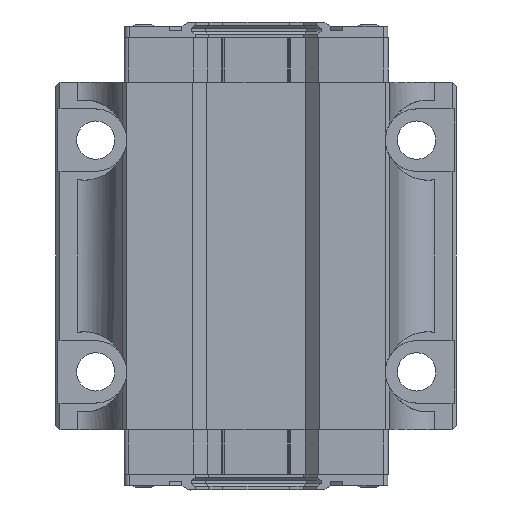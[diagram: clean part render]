
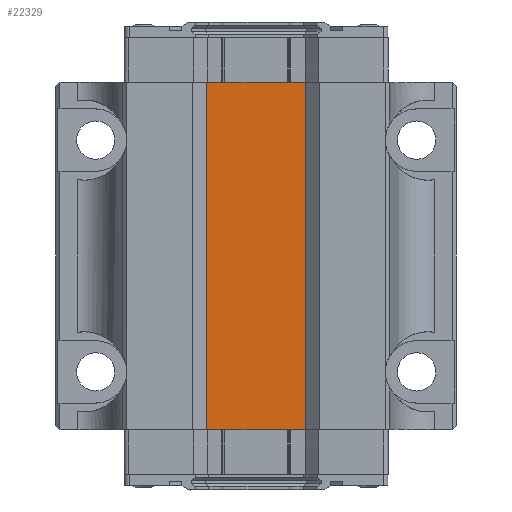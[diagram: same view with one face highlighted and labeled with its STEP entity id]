
A CAD part, front view. The second image highlights one B-rep face of the part: STEP entity #22329.
In plain terms, the highlighted planar face has unit normal (0, -1, 0).
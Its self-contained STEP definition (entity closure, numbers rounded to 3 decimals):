
#1204=PLANE('',#24046);
#2100=LINE('',#37175,#4162);
#2173=LINE('',#37538,#4235);
#3022=LINE('',#44861,#5084);
#3083=LINE('',#45134,#5145);
#3237=LINE('',#45689,#5299);
#3239=LINE('',#45692,#5301);
#3248=LINE('',#45707,#5310);
#3271=LINE('',#45800,#5333);
#4162=VECTOR('',#26508,0.169);
#4235=VECTOR('',#26757,0.169);
#5084=VECTOR('',#28844,0.169);
#5145=VECTOR('',#29041,0.169);
#5299=VECTOR('',#29395,78.);
#5301=VECTOR('',#29399,78.);
#5310=VECTOR('',#29420,22.2);
#5333=VECTOR('',#29481,22.2);
#6520=FACE_OUTER_BOUND('',#7856,.T.);
#7856=EDGE_LOOP('',(#19551,#19552,#19553,#19554,#19555,#19556,#19557,#19558));
#9553=VERTEX_POINT('',#36314);
#9570=VERTEX_POINT('',#36380);
#9600=VERTEX_POINT('',#37174);
#9694=VERTEX_POINT('',#37537);
#10425=VERTEX_POINT('',#44000);
#10442=VERTEX_POINT('',#44066);
#10472=VERTEX_POINT('',#44860);
#10544=VERTEX_POINT('',#45133);
#12002=EDGE_CURVE('',#9600,#9570,#2100,.T.);
#12138=EDGE_CURVE('',#9553,#9694,#2173,.T.);
#13339=EDGE_CURVE('',#10472,#10442,#3022,.T.);
#13441=EDGE_CURVE('',#10425,#10544,#3083,.T.);
#13651=EDGE_CURVE('',#10544,#9600,#3237,.T.);
#13653=EDGE_CURVE('',#9694,#10472,#3239,.T.);
#13662=EDGE_CURVE('',#9570,#9553,#3248,.T.);
#13691=EDGE_CURVE('',#10425,#10442,#3271,.T.);
#19551=ORIENTED_EDGE('',*,*,#13653,.F.);
#19552=ORIENTED_EDGE('',*,*,#12138,.F.);
#19553=ORIENTED_EDGE('',*,*,#13662,.F.);
#19554=ORIENTED_EDGE('',*,*,#12002,.F.);
#19555=ORIENTED_EDGE('',*,*,#13651,.F.);
#19556=ORIENTED_EDGE('',*,*,#13441,.F.);
#19557=ORIENTED_EDGE('',*,*,#13691,.T.);
#19558=ORIENTED_EDGE('',*,*,#13339,.F.);
#22329=ADVANCED_FACE('',(#6520),#1204,.F.);
#24046=AXIS2_PLACEMENT_3D('',#45799,#29479,#29480);
#26508=DIRECTION('',(1.,0.,0.));
#26757=DIRECTION('',(1.,0.,0.));
#28844=DIRECTION('',(-1.,0.,0.));
#29041=DIRECTION('',(-1.,0.,0.));
#29395=DIRECTION('',(0.,0.,1.));
#29399=DIRECTION('',(0.,0.,-1.));
#29420=DIRECTION('',(1.,0.,0.));
#29479=DIRECTION('center_axis',(0.,1.,0.));
#29480=DIRECTION('ref_axis',(0.,0.,1.));
#29481=DIRECTION('',(1.,0.,0.));
#36314=CARTESIAN_POINT('',(11.1,4.05,39.));
#36380=CARTESIAN_POINT('',(-11.1,4.05,39.));
#37174=CARTESIAN_POINT('',(-11.269,4.05,39.));
#37175=CARTESIAN_POINT('',(5.634,4.05,39.));
#37537=CARTESIAN_POINT('',(11.269,4.05,39.));
#37538=CARTESIAN_POINT('',(5.634,4.05,39.));
#44000=CARTESIAN_POINT('',(-11.1,4.05,-39.));
#44066=CARTESIAN_POINT('',(11.1,4.05,-39.));
#44860=CARTESIAN_POINT('',(11.269,4.05,-39.));
#44861=CARTESIAN_POINT('',(5.634,4.05,-39.));
#45133=CARTESIAN_POINT('',(-11.269,4.05,-39.));
#45134=CARTESIAN_POINT('',(5.634,4.05,-39.));
#45689=CARTESIAN_POINT('',(-11.269,4.05,39.));
#45692=CARTESIAN_POINT('',(11.269,4.05,39.));
#45707=CARTESIAN_POINT('',(11.269,4.05,39.));
#45799=CARTESIAN_POINT('Origin',(11.269,4.05,39.));
#45800=CARTESIAN_POINT('',(0.,4.05,-39.));
